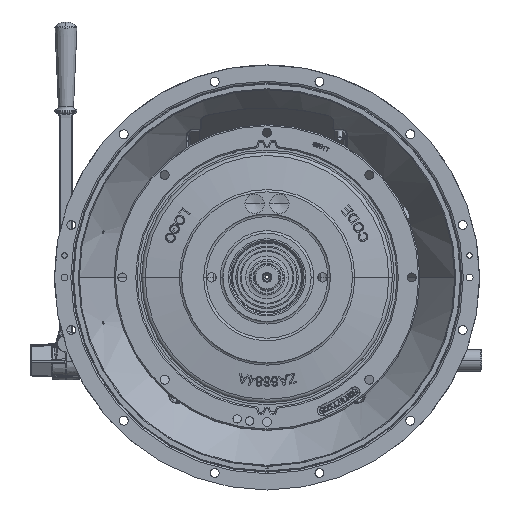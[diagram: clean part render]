
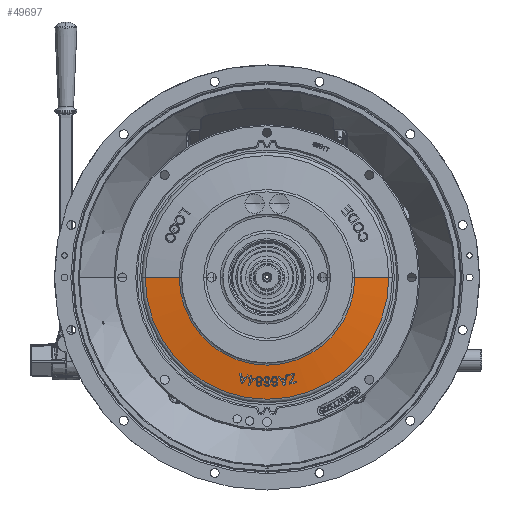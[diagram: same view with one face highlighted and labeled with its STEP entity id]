
A CAD part, top view. The second image highlights one B-rep face of the part: STEP entity #49697.
In plain terms, the highlighted conical face has half-angle 82.396 degrees and reference radius 144.463 mm.
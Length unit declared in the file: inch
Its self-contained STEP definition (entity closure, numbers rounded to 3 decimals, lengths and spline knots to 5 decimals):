
#5841 = CARTESIAN_POINT ( 'NONE',  ( 3.98047, 0., -0.10354 ) ) ;
#5842 = CARTESIAN_POINT ( 'NONE',  ( -3.98047, 0., -0.10354 ) ) ;
#5843 = CARTESIAN_POINT ( 'NONE',  ( -5.52695, 0., -0.31 ) ) ;
#5844 = CARTESIAN_POINT ( 'NONE',  ( 5.52695, 0., -0.31 ) ) ;
#23909 = ORIENTED_EDGE ( 'NONE', *, *, #30011, .F. ) ;
#23910 = ORIENTED_EDGE ( 'NONE', *, *, #29996, .T. ) ;
#23911 = ORIENTED_EDGE ( 'NONE', *, *, #29982, .T. ) ;
#23912 = ORIENTED_EDGE ( 'NONE', *, *, #29997, .F. ) ;
#24566 = AXIS2_PLACEMENT_3D ( 'NONE', #32030, #32036, #32037 ) ;
#24585 = AXIS2_PLACEMENT_3D ( 'NONE', #35157, #35174, #35175 ) ;
#25135 = AXIS2_PLACEMENT_3D ( 'NONE', #123945, #123934, #123933 ) ;
#29982 = EDGE_CURVE ( 'NONE', #44476, #44479, #89633, .T. ) ;
#29996 = EDGE_CURVE ( 'NONE', #44473, #44476, #89720, .T. ) ;
#29997 = EDGE_CURVE ( 'NONE', #44471, #44479, #89728, .T. ) ;
#30011 = EDGE_CURVE ( 'NONE', #44473, #44471, #89836, .T. ) ;
#32030 = CARTESIAN_POINT ( 'NONE',  ( 0., 0., -0.31 ) ) ;
#32036 = DIRECTION ( 'NONE',  ( 0., 0., 1. ) ) ;
#32037 = DIRECTION ( 'NONE',  ( -1., 0., 0. ) ) ;
#32069 = CARTESIAN_POINT ( 'NONE',  ( -5.6875, 0., -0.33143 ) ) ;
#35133 = DIRECTION ( 'NONE',  ( -0.991, 0., -0.132 ) ) ;
#35135 = CARTESIAN_POINT ( 'NONE',  ( 5.6875, 0., -0.33143 ) ) ;
#35136 = DIRECTION ( 'NONE',  ( 0.991, 0., -0.132 ) ) ;
#35157 = CARTESIAN_POINT ( 'NONE',  ( 0., 0., -0.10354 ) ) ;
#35174 = DIRECTION ( 'NONE',  ( 0., 0., 1. ) ) ;
#35175 = DIRECTION ( 'NONE',  ( -1., 0., 0. ) ) ;
#44471 = VERTEX_POINT ( 'NONE', #5841 ) ;
#44473 = VERTEX_POINT ( 'NONE', #5842 ) ;
#44476 = VERTEX_POINT ( 'NONE', #5843 ) ;
#44479 = VERTEX_POINT ( 'NONE', #5844 ) ;
#49697 = ADVANCED_FACE ( 'NONE', ( #125388 ), #125390, .T. ) ;
#53173 = EDGE_LOOP ( 'NONE', ( #23909, #23910, #23911, #23912 ) ) ;
#89633 = CIRCLE ( 'NONE', #24566, 5.52695 ) ;
#89682 = VECTOR ( 'NONE', #35133, 39.37008 ) ;
#89720 = LINE ( 'NONE', #32069, #89682 ) ;
#89728 = LINE ( 'NONE', #35135, #89733 ) ;
#89733 = VECTOR ( 'NONE', #35136, 39.37008 ) ;
#89836 = CIRCLE ( 'NONE', #24585, 3.98047 ) ;
#123933 = DIRECTION ( 'NONE',  ( 1., 0., 0. ) ) ;
#123934 = DIRECTION ( 'NONE',  ( 0., 0., -1. ) ) ;
#123945 = CARTESIAN_POINT ( 'NONE',  ( 0., 0., -0.33143 ) ) ;
#125388 = FACE_OUTER_BOUND ( 'NONE', #53173, .T. ) ;
#125390 = CONICAL_SURFACE ( 'NONE', #25135, 5.6875, 1.438 ) ;
